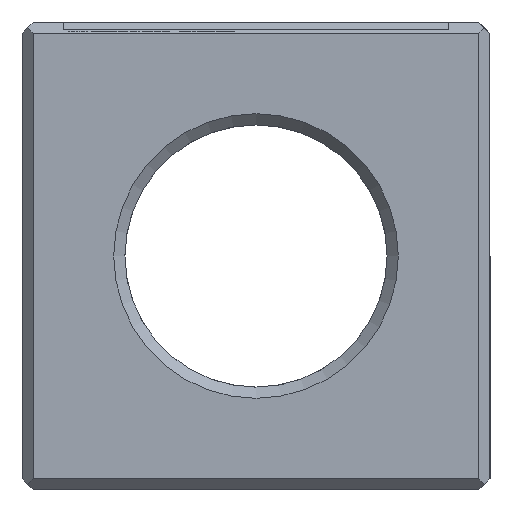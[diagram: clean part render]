
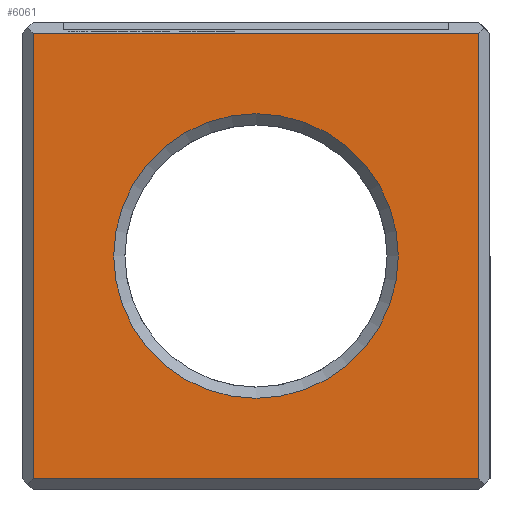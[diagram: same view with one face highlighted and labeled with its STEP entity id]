
A CAD part, left-side view. The second image highlights one B-rep face of the part: STEP entity #6061.
In plain terms, the highlighted planar face has unit normal (-1, 0, 0).
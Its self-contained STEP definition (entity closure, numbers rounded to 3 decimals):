
#72 = PLANE('',#73);
#73 = AXIS2_PLACEMENT_3D('',#74,#75,#76);
#74 = CARTESIAN_POINT('',(0.,0.,0.3));
#75 = DIRECTION('',(-0.707,0.,-0.707)
  );
#76 = DIRECTION('',(0.707,0.,-0.707));
#1307 = PLANE('',#1308);
#1308 = AXIS2_PLACEMENT_3D('',#1309,#1310,#1311);
#1309 = CARTESIAN_POINT('',(0.3,12.5,0.));
#1310 = DIRECTION('',(0.707,-0.707,0.));
#1311 = DIRECTION('',(-0.707,-0.707,0.));
#1538 = PLANE('',#1539);
#1539 = AXIS2_PLACEMENT_3D('',#1540,#1541,#1542);
#1540 = CARTESIAN_POINT('',(0.3,0.,0.));
#1541 = DIRECTION('',(-0.707,-0.707,0.));
#1542 = DIRECTION('',(-0.707,0.707,0.));
#1606 = VERTEX_POINT('',#1607);
#1607 = CARTESIAN_POINT('',(0.,0.3,0.3));
#1628 = EDGE_CURVE('',#1606,#1629,#1631,.T.);
#1629 = VERTEX_POINT('',#1630);
#1630 = CARTESIAN_POINT('',(0.,12.2,0.3));
#1631 = SURFACE_CURVE('',#1632,(#1636,#1643),.PCURVE_S1.);
#1632 = LINE('',#1633,#1634);
#1633 = CARTESIAN_POINT('',(0.,0.,0.3));
#1634 = VECTOR('',#1635,1.);
#1635 = DIRECTION('',(0.,1.,0.));
#1636 = PCURVE('',#72,#1637);
#1637 = DEFINITIONAL_REPRESENTATION('',(#1638),#1642);
#1638 = LINE('',#1639,#1640);
#1639 = CARTESIAN_POINT('',(0.,0.));
#1640 = VECTOR('',#1641,1.);
#1641 = DIRECTION('',(0.,-1.));
#1642 = ( GEOMETRIC_REPRESENTATION_CONTEXT(2) 
PARAMETRIC_REPRESENTATION_CONTEXT() REPRESENTATION_CONTEXT('2D SPACE',''
  ) );
#1643 = PCURVE('',#1644,#1649);
#1644 = PLANE('',#1645);
#1645 = AXIS2_PLACEMENT_3D('',#1646,#1647,#1648);
#1646 = CARTESIAN_POINT('',(0.,12.5,0.));
#1647 = DIRECTION('',(1.,0.,0.));
#1648 = DIRECTION('',(0.,-1.,0.));
#1649 = DEFINITIONAL_REPRESENTATION('',(#1650),#1654);
#1650 = LINE('',#1651,#1652);
#1651 = CARTESIAN_POINT('',(12.5,-0.3));
#1652 = VECTOR('',#1653,1.);
#1653 = DIRECTION('',(-1.,0.));
#1654 = ( GEOMETRIC_REPRESENTATION_CONTEXT(2) 
PARAMETRIC_REPRESENTATION_CONTEXT() REPRESENTATION_CONTEXT('2D SPACE',''
  ) );
#4613 = VERTEX_POINT('',#4614);
#4614 = CARTESIAN_POINT('',(0.,12.2,12.2));
#4628 = PLANE('',#4629);
#4629 = AXIS2_PLACEMENT_3D('',#4630,#4631,#4632);
#4630 = CARTESIAN_POINT('',(0.3,0.,12.5));
#4631 = DIRECTION('',(-0.707,0.,0.707
    ));
#4632 = DIRECTION('',(-0.707,0.,-0.707
    ));
#4640 = EDGE_CURVE('',#1629,#4613,#4641,.T.);
#4641 = SURFACE_CURVE('',#4642,(#4646,#4653),.PCURVE_S1.);
#4642 = LINE('',#4643,#4644);
#4643 = CARTESIAN_POINT('',(0.,12.2,0.));
#4644 = VECTOR('',#4645,1.);
#4645 = DIRECTION('',(0.,0.,1.));
#4646 = PCURVE('',#1307,#4647);
#4647 = DEFINITIONAL_REPRESENTATION('',(#4648),#4652);
#4648 = LINE('',#4649,#4650);
#4649 = CARTESIAN_POINT('',(0.424,0.));
#4650 = VECTOR('',#4651,1.);
#4651 = DIRECTION('',(0.,-1.));
#4652 = ( GEOMETRIC_REPRESENTATION_CONTEXT(2) 
PARAMETRIC_REPRESENTATION_CONTEXT() REPRESENTATION_CONTEXT('2D SPACE',''
  ) );
#4653 = PCURVE('',#1644,#4654);
#4654 = DEFINITIONAL_REPRESENTATION('',(#4655),#4659);
#4655 = LINE('',#4656,#4657);
#4656 = CARTESIAN_POINT('',(0.3,0.));
#4657 = VECTOR('',#4658,1.);
#4658 = DIRECTION('',(0.,-1.));
#4659 = ( GEOMETRIC_REPRESENTATION_CONTEXT(2) 
PARAMETRIC_REPRESENTATION_CONTEXT() REPRESENTATION_CONTEXT('2D SPACE',''
  ) );
#6018 = VERTEX_POINT('',#6019);
#6019 = CARTESIAN_POINT('',(0.,0.3,12.2));
#6040 = EDGE_CURVE('',#1606,#6018,#6041,.T.);
#6041 = SURFACE_CURVE('',#6042,(#6046,#6053),.PCURVE_S1.);
#6042 = LINE('',#6043,#6044);
#6043 = CARTESIAN_POINT('',(0.,0.3,0.));
#6044 = VECTOR('',#6045,1.);
#6045 = DIRECTION('',(0.,0.,1.));
#6046 = PCURVE('',#1538,#6047);
#6047 = DEFINITIONAL_REPRESENTATION('',(#6048),#6052);
#6048 = LINE('',#6049,#6050);
#6049 = CARTESIAN_POINT('',(0.424,0.));
#6050 = VECTOR('',#6051,1.);
#6051 = DIRECTION('',(0.,-1.));
#6052 = ( GEOMETRIC_REPRESENTATION_CONTEXT(2) 
PARAMETRIC_REPRESENTATION_CONTEXT() REPRESENTATION_CONTEXT('2D SPACE',''
  ) );
#6053 = PCURVE('',#1644,#6054);
#6054 = DEFINITIONAL_REPRESENTATION('',(#6055),#6059);
#6055 = LINE('',#6056,#6057);
#6056 = CARTESIAN_POINT('',(12.2,0.));
#6057 = VECTOR('',#6058,1.);
#6058 = DIRECTION('',(0.,-1.));
#6059 = ( GEOMETRIC_REPRESENTATION_CONTEXT(2) 
PARAMETRIC_REPRESENTATION_CONTEXT() REPRESENTATION_CONTEXT('2D SPACE',''
  ) );
#6061 = ADVANCED_FACE('',(#6062,#6088),#1644,.F.);
#6062 = FACE_BOUND('',#6063,.F.);
#6063 = EDGE_LOOP('',(#6064,#6065,#6066,#6067));
#6064 = ORIENTED_EDGE('',*,*,#6040,.F.);
#6065 = ORIENTED_EDGE('',*,*,#1628,.T.);
#6066 = ORIENTED_EDGE('',*,*,#4640,.T.);
#6067 = ORIENTED_EDGE('',*,*,#6068,.F.);
#6068 = EDGE_CURVE('',#6018,#4613,#6069,.T.);
#6069 = SURFACE_CURVE('',#6070,(#6074,#6081),.PCURVE_S1.);
#6070 = LINE('',#6071,#6072);
#6071 = CARTESIAN_POINT('',(0.,0.,12.2));
#6072 = VECTOR('',#6073,1.);
#6073 = DIRECTION('',(0.,1.,0.));
#6074 = PCURVE('',#1644,#6075);
#6075 = DEFINITIONAL_REPRESENTATION('',(#6076),#6080);
#6076 = LINE('',#6077,#6078);
#6077 = CARTESIAN_POINT('',(12.5,-12.2));
#6078 = VECTOR('',#6079,1.);
#6079 = DIRECTION('',(-1.,0.));
#6080 = ( GEOMETRIC_REPRESENTATION_CONTEXT(2) 
PARAMETRIC_REPRESENTATION_CONTEXT() REPRESENTATION_CONTEXT('2D SPACE',''
  ) );
#6081 = PCURVE('',#4628,#6082);
#6082 = DEFINITIONAL_REPRESENTATION('',(#6083),#6087);
#6083 = LINE('',#6084,#6085);
#6084 = CARTESIAN_POINT('',(0.424,0.));
#6085 = VECTOR('',#6086,1.);
#6086 = DIRECTION('',(0.,-1.));
#6087 = ( GEOMETRIC_REPRESENTATION_CONTEXT(2) 
PARAMETRIC_REPRESENTATION_CONTEXT() REPRESENTATION_CONTEXT('2D SPACE',''
  ) );
#6088 = FACE_BOUND('',#6089,.F.);
#6089 = EDGE_LOOP('',(#6090));
#6090 = ORIENTED_EDGE('',*,*,#6091,.T.);
#6091 = EDGE_CURVE('',#6092,#6092,#6094,.T.);
#6092 = VERTEX_POINT('',#6093);
#6093 = CARTESIAN_POINT('',(0.,2.45,6.25));
#6094 = SURFACE_CURVE('',#6095,(#6100,#6111),.PCURVE_S1.);
#6095 = CIRCLE('',#6096,3.8);
#6096 = AXIS2_PLACEMENT_3D('',#6097,#6098,#6099);
#6097 = CARTESIAN_POINT('',(0.,6.25,6.25));
#6098 = DIRECTION('',(-1.,0.,0.));
#6099 = DIRECTION('',(0.,-1.,0.));
#6100 = PCURVE('',#1644,#6101);
#6101 = DEFINITIONAL_REPRESENTATION('',(#6102),#6110);
#6102 = ( BOUNDED_CURVE() B_SPLINE_CURVE(2,(#6103,#6104,#6105,#6106,
#6107,#6108,#6109),.UNSPECIFIED.,.T.,.F.) B_SPLINE_CURVE_WITH_KNOTS((1,2
    ,2,2,2,1),(-2.094,0.,2.094,4.189,
6.283,8.378),.UNSPECIFIED.) CURVE() 
GEOMETRIC_REPRESENTATION_ITEM() RATIONAL_B_SPLINE_CURVE((1.,0.5,1.,0.5,
1.,0.5,1.)) REPRESENTATION_ITEM('') );
#6103 = CARTESIAN_POINT('',(10.05,-6.25));
#6104 = CARTESIAN_POINT('',(10.05,-12.832));
#6105 = CARTESIAN_POINT('',(4.35,-9.541));
#6106 = CARTESIAN_POINT('',(-1.35,-6.25));
#6107 = CARTESIAN_POINT('',(4.35,-2.959));
#6108 = CARTESIAN_POINT('',(10.05,0.332));
#6109 = CARTESIAN_POINT('',(10.05,-6.25));
#6110 = ( GEOMETRIC_REPRESENTATION_CONTEXT(2) 
PARAMETRIC_REPRESENTATION_CONTEXT() REPRESENTATION_CONTEXT('2D SPACE',''
  ) );
#6111 = PCURVE('',#6112,#6117);
#6112 = CONICAL_SURFACE('',#6113,3.5,0.785);
#6113 = AXIS2_PLACEMENT_3D('',#6114,#6115,#6116);
#6114 = CARTESIAN_POINT('',(0.3,6.25,6.25));
#6115 = DIRECTION('',(-1.,-0.,-0.));
#6116 = DIRECTION('',(0.,-1.,0.));
#6117 = DEFINITIONAL_REPRESENTATION('',(#6118),#6122);
#6118 = LINE('',#6119,#6120);
#6119 = CARTESIAN_POINT('',(0.,0.3));
#6120 = VECTOR('',#6121,1.);
#6121 = DIRECTION('',(1.,0.));
#6122 = ( GEOMETRIC_REPRESENTATION_CONTEXT(2) 
PARAMETRIC_REPRESENTATION_CONTEXT() REPRESENTATION_CONTEXT('2D SPACE',''
  ) );
